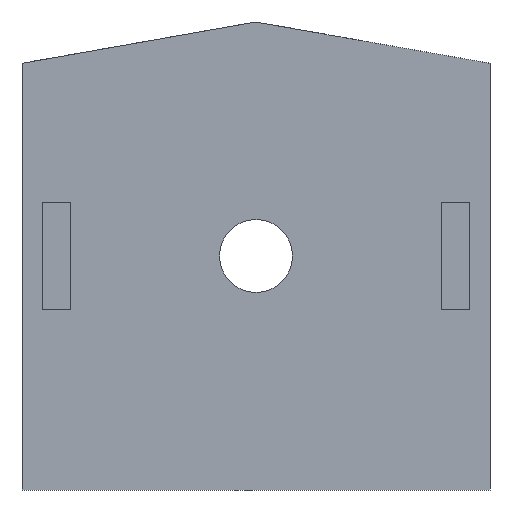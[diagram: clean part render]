
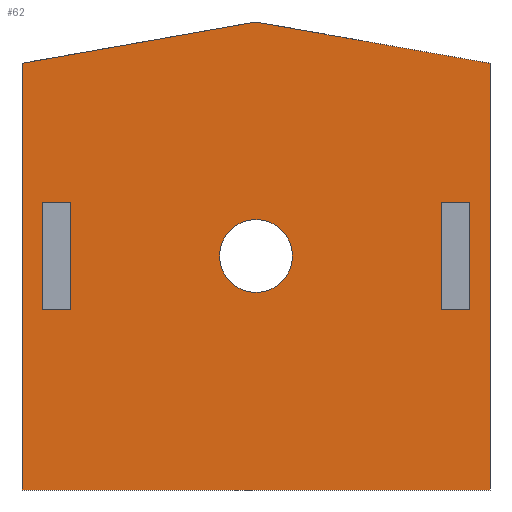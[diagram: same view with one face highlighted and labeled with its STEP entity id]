
A CAD part, front view. The second image highlights one B-rep face of the part: STEP entity #62.
In plain terms, the highlighted planar face has unit normal (0, -1, 0).
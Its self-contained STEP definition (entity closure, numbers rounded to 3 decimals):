
#62=ADVANCED_FACE('',(#142,#143,#144,#145),#146,.T.);
#142=FACE_OUTER_BOUND('',#243,.T.);
#143=FACE_BOUND('',#244,.T.);
#144=FACE_BOUND('',#245,.T.);
#145=FACE_BOUND('',#246,.T.);
#146=PLANE('',#247);
#243=EDGE_LOOP('',(#358,#359,#360,#361,#362));
#244=EDGE_LOOP('',(#363,#364));
#245=EDGE_LOOP('',(#365,#366,#367,#368));
#246=EDGE_LOOP('',(#369,#370,#371,#372));
#247=AXIS2_PLACEMENT_3D('',#373,#374,#375);
#358=ORIENTED_EDGE('',*,*,#598,.F.);
#359=ORIENTED_EDGE('',*,*,#599,.F.);
#360=ORIENTED_EDGE('',*,*,#589,.T.);
#361=ORIENTED_EDGE('',*,*,#596,.T.);
#362=ORIENTED_EDGE('',*,*,#600,.T.);
#363=ORIENTED_EDGE('',*,*,#587,.T.);
#364=ORIENTED_EDGE('',*,*,#582,.T.);
#365=ORIENTED_EDGE('',*,*,#601,.T.);
#366=ORIENTED_EDGE('',*,*,#602,.F.);
#367=ORIENTED_EDGE('',*,*,#603,.F.);
#368=ORIENTED_EDGE('',*,*,#604,.T.);
#369=ORIENTED_EDGE('',*,*,#605,.T.);
#370=ORIENTED_EDGE('',*,*,#606,.F.);
#371=ORIENTED_EDGE('',*,*,#607,.F.);
#372=ORIENTED_EDGE('',*,*,#608,.T.);
#373=CARTESIAN_POINT('',(22.5,-40.0,-22.5));
#374=DIRECTION('',(0.0,-1.0,0.0));
#375=DIRECTION('',(0.0,0.0,-1.0));
#582=EDGE_CURVE('',#683,#680,#684,.T.);
#587=EDGE_CURVE('',#680,#683,#690,.T.);
#589=EDGE_CURVE('',#692,#693,#694,.T.);
#596=EDGE_CURVE('',#693,#703,#705,.T.);
#598=EDGE_CURVE('',#707,#708,#709,.T.);
#599=EDGE_CURVE('',#692,#707,#710,.T.);
#600=EDGE_CURVE('',#703,#708,#711,.T.);
#601=EDGE_CURVE('',#712,#713,#714,.T.);
#602=EDGE_CURVE('',#715,#713,#716,.T.);
#603=EDGE_CURVE('',#717,#715,#718,.T.);
#604=EDGE_CURVE('',#717,#712,#719,.T.);
#605=EDGE_CURVE('',#720,#721,#722,.T.);
#606=EDGE_CURVE('',#723,#721,#724,.T.);
#607=EDGE_CURVE('',#725,#723,#726,.T.);
#608=EDGE_CURVE('',#725,#720,#727,.T.);
#680=VERTEX_POINT('',#825);
#683=VERTEX_POINT('',#829);
#684=CIRCLE('',#830,3.5);
#690=CIRCLE('',#837,3.5);
#692=VERTEX_POINT('',#839);
#693=VERTEX_POINT('',#840);
#694=LINE('',#841,#842);
#703=VERTEX_POINT('',#855);
#705=LINE('',#858,#859);
#707=VERTEX_POINT('',#861);
#708=VERTEX_POINT('',#862);
#709=LINE('',#863,#864);
#710=LINE('',#865,#866);
#711=LINE('',#867,#868);
#712=VERTEX_POINT('',#869);
#713=VERTEX_POINT('',#870);
#714=LINE('',#871,#872);
#715=VERTEX_POINT('',#873);
#716=LINE('',#874,#875);
#717=VERTEX_POINT('',#876);
#718=LINE('',#877,#878);
#719=LINE('',#879,#880);
#720=VERTEX_POINT('',#881);
#721=VERTEX_POINT('',#882);
#722=LINE('',#883,#884);
#723=VERTEX_POINT('',#885);
#724=LINE('',#886,#887);
#725=VERTEX_POINT('',#888);
#726=LINE('',#889,#890);
#727=LINE('',#891,#892);
#825=CARTESIAN_POINT('',(3.5,-40.0,0.));
#829=CARTESIAN_POINT('',(-3.5,-40.0,0.));
#830=AXIS2_PLACEMENT_3D('',#1035,#1036,#1037);
#837=AXIS2_PLACEMENT_3D('',#1045,#1046,#1047);
#839=CARTESIAN_POINT('',(22.5,-40.0,-22.5));
#840=CARTESIAN_POINT('',(22.5,-40.0,18.533));
#841=CARTESIAN_POINT('',(22.5,-40.0,-22.5));
#842=VECTOR('',#1048,41.033);
#855=CARTESIAN_POINT('',(0.,-40.0,22.5));
#858=CARTESIAN_POINT('',(22.5,-40.0,18.533));
#859=VECTOR('',#1054,22.847);
#861=CARTESIAN_POINT('',(-22.5,-40.0,-22.5));
#862=CARTESIAN_POINT('',(-22.5,-40.0,18.533));
#863=CARTESIAN_POINT('',(-22.5,-40.0,-22.5));
#864=VECTOR('',#1055,41.033);
#865=CARTESIAN_POINT('',(22.5,-40.0,-22.5));
#866=VECTOR('',#1056,45.0);
#867=CARTESIAN_POINT('',(0.,-40.0,22.5));
#868=VECTOR('',#1057,22.847);
#869=CARTESIAN_POINT('',(-20.55,-40.0,-5.15));
#870=CARTESIAN_POINT('',(-20.55,-40.0,5.15));
#871=CARTESIAN_POINT('',(-20.55,-40.0,-5.15));
#872=VECTOR('',#1058,10.3);
#873=CARTESIAN_POINT('',(-17.85,-40.0,5.15));
#874=CARTESIAN_POINT('',(-17.85,-40.0,5.15));
#875=VECTOR('',#1059,2.7);
#876=CARTESIAN_POINT('',(-17.85,-40.0,-5.15));
#877=CARTESIAN_POINT('',(-17.85,-40.0,-5.15));
#878=VECTOR('',#1060,10.3);
#879=CARTESIAN_POINT('',(-17.85,-40.0,-5.15));
#880=VECTOR('',#1061,2.7);
#881=CARTESIAN_POINT('',(17.85,-40.0,-5.15));
#882=CARTESIAN_POINT('',(17.85,-40.0,5.15));
#883=CARTESIAN_POINT('',(17.85,-40.0,-5.15));
#884=VECTOR('',#1062,10.3);
#885=CARTESIAN_POINT('',(20.55,-40.0,5.15));
#886=CARTESIAN_POINT('',(20.55,-40.0,5.15));
#887=VECTOR('',#1063,2.7);
#888=CARTESIAN_POINT('',(20.55,-40.0,-5.15));
#889=CARTESIAN_POINT('',(20.55,-40.0,-5.15));
#890=VECTOR('',#1064,10.3);
#891=CARTESIAN_POINT('',(20.55,-40.0,-5.15));
#892=VECTOR('',#1065,2.7);
#1035=CARTESIAN_POINT('',(0.,-40.0,0.));
#1036=DIRECTION('',(-0.0,1.0,0.0));
#1037=DIRECTION('',(1.0,0.0,0.0));
#1045=CARTESIAN_POINT('',(0.,-40.0,0.));
#1046=DIRECTION('',(-0.0,1.0,0.0));
#1047=DIRECTION('',(1.0,0.0,0.0));
#1048=DIRECTION('',(0.0,0.0,1.0));
#1054=DIRECTION('',(-0.985,0.,0.174));
#1055=DIRECTION('',(0.0,0.0,1.0));
#1056=DIRECTION('',(-1.0,0.0,0.0));
#1057=DIRECTION('',(-0.985,0.,-0.174));
#1058=DIRECTION('',(0.0,0.0,1.0));
#1059=DIRECTION('',(-1.0,0.0,0.0));
#1060=DIRECTION('',(0.0,0.0,1.0));
#1061=DIRECTION('',(-1.0,0.0,0.0));
#1062=DIRECTION('',(0.0,0.0,1.0));
#1063=DIRECTION('',(-1.0,0.0,0.0));
#1064=DIRECTION('',(0.0,0.0,1.0));
#1065=DIRECTION('',(-1.0,0.0,0.0));
